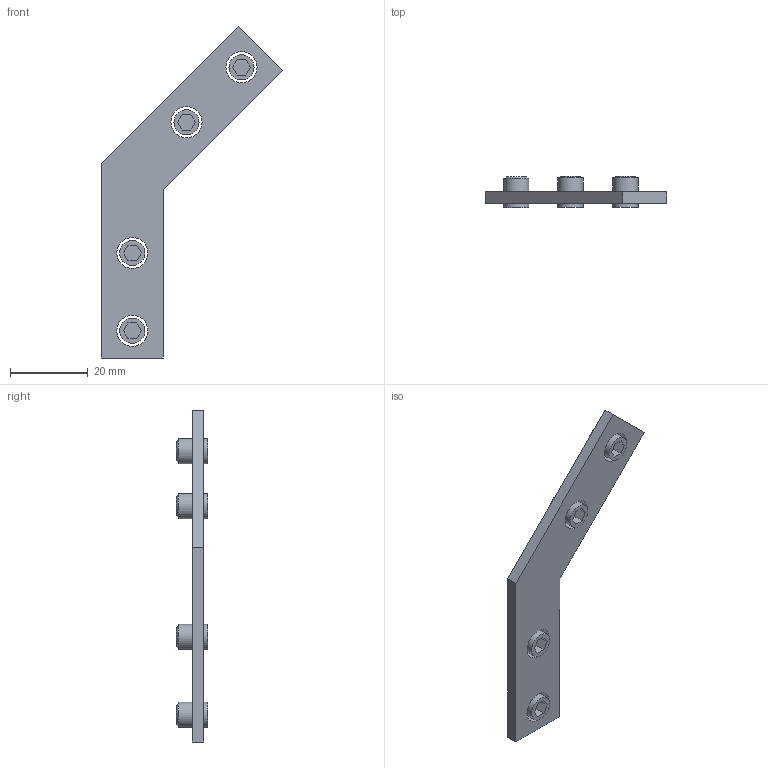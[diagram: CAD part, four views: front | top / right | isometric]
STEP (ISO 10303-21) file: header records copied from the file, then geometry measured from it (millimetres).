
FILE_DESCRIPTION(/* description */ (''),/* implementation_level */ '2;1');
FILE_NAME(/* name */ '130310',/* time_stamp */ '2014-10-06T12:17:14+02:00',/* author */ (''),/* organization */ (''),/* preprocessor_version */ 'ST-DEVELOPER v14',/* originating_system */ 'HiCAD 2013 1802.4 Build 509',/* authorisation */ '');
FILE_SCHEMA (('AUTOMOTIVE_DESIGN { 1 0 10303 214 1 1 1 1 }'));
Length unit declared in the file: millimetre
Products named in the file (6): Root; 130310Inwendige hoekverbinding GEV-8 45gr.BOIKON; DIN EN ISO 4029-M8x8-45HSet screws0
Assembly tree (5 placements, depth 3):
  Root
    130310Inwendige hoekverbinding GEV-8 45gr.BOIKON
      DIN EN ISO 4029-M8x8-45HSet screws0
      DIN EN ISO 4029-M8x8-45HSet screws0
      DIN EN ISO 4029-M8x8-45HSet screws0
      DIN EN ISO 4029-M8x8-45HSet screws0
Bounding box: 46.67 x 8 x 85.36 mm (x, y, z)
Volume: 4709 mm3; surface area: 4612.3 mm2
Topology: 5 solids, 5 shells, 60 faces, 142 edges, 98 vertices
Faces by surface type: plane 44, cone 8, cylinder 8
Full cylindrical faces by diameter (mm): 6.466 x4, 8 x4
Entity records: 2838 total; most frequent: DIRECTION 278, CARTESIAN_POINT 274, PRESENTATION_STYLE_ASSIGNMENT 233, COLOUR_RGB 230, DRAUGHTING_PRE_DEFINED_CURVE_FONT 228, CURVE_STYLE 228, OVER_RIDING_STYLED_ITEM 228, ORIENTED_EDGE 228
